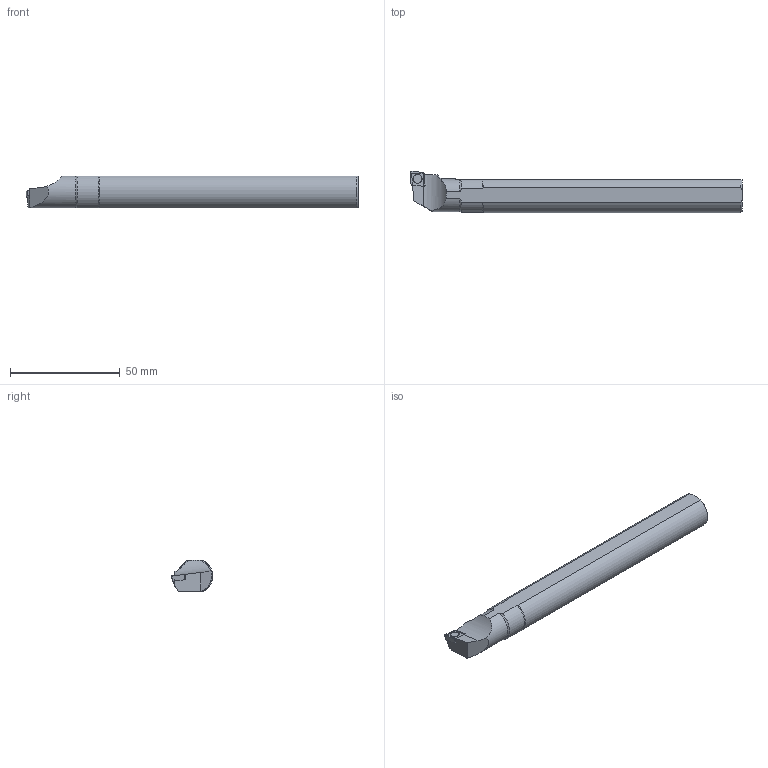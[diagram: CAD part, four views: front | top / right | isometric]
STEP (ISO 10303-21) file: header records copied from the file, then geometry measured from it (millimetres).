
FILE_DESCRIPTION(/* description */ (''),/* implementation_level */ '2;1');
FILE_NAME(/* name */ 'S16MSCLCL06_SIM.stp',/* time_stamp */ '2022-03-11T13:09:33+01:00',/* author */ (''),/* organization */ (''),/* preprocessor_version */ 'ST-DEVELOPER v16.7',/* originating_system */ 'SIEMENS PLM Software NX 12.0',/* authorisation */ '');
FILE_SCHEMA (('AUTOMOTIVE_DESIGN { 1 0 10303 214 3 1 1 1 }'));
Length unit declared in the file: millimetre
Products named in the file (1): model1
Bounding box: 151.41 x 18.85 x 14.5 mm (x, y, z)
Volume: 27399 mm3; surface area: 7788.2 mm2
Topology: 2 solids, 2 shells, 50 faces, 132 edges, 87 vertices
Faces by surface type: plane 16, cylinder 14, cone 11, torus 9
Full cylindrical faces by diameter (mm): 2.8 x1, 4.1 x1
Entity records: 1758 total; most frequent: CARTESIAN_POINT 519, ORIENTED_EDGE 254, DIRECTION 244, EDGE_CURVE 127, AXIS2_PLACEMENT_3D 98, VERTEX_POINT 87, EDGE_LOOP 58, ADVANCED_FACE 50
